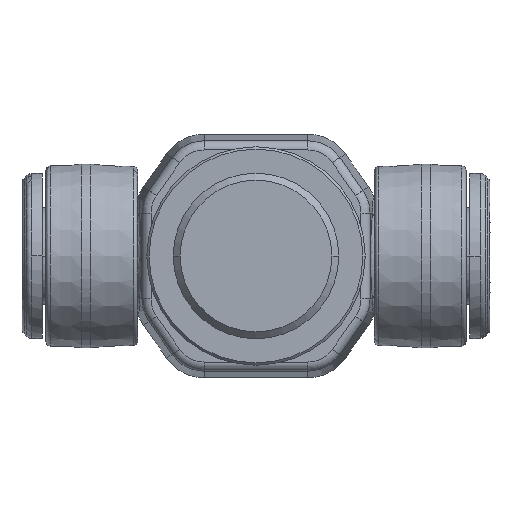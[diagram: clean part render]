
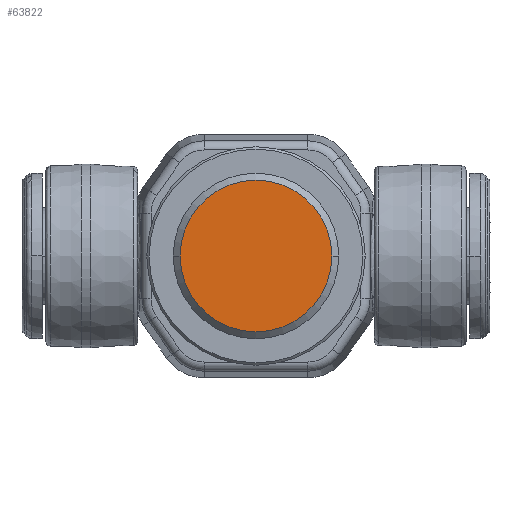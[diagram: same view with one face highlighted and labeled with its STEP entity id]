
A CAD part, front view. The second image highlights one B-rep face of the part: STEP entity #63822.
In plain terms, the highlighted planar face has unit normal (0, -1, 0).
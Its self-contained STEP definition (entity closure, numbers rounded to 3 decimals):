
#62434=CARTESIAN_POINT('',(0.,-100.,0.));
#62435=DIRECTION('',(0.,-1.,0.));
#62436=DIRECTION('',(-1.,0.,0.));
#62437=AXIS2_PLACEMENT_3D('',#62434,#62435,#62436);
#62439=CARTESIAN_POINT('',(0.,-100.,0.));
#62440=DIRECTION('',(0.,-1.,0.));
#62441=DIRECTION('',(1.,0.,0.));
#62442=AXIS2_PLACEMENT_3D('',#62439,#62440,#62441);
#63347=CARTESIAN_POINT('',(-33.,-100.,0.));
#63348=CARTESIAN_POINT('',(33.,-100.,0.));
#63349=VERTEX_POINT('',#63347);
#63350=VERTEX_POINT('',#63348);
#63812=CARTESIAN_POINT('',(0.,-100.,0.));
#63813=DIRECTION('',(0.,1.,0.));
#63814=DIRECTION('',(1.,0.,0.));
#63815=AXIS2_PLACEMENT_3D('',#63812,#63813,#63814);
#63816=PLANE('72',#63815);
#63817=ORIENTED_EDGE('156',*,*,#63802,.F.);
#63819=ORIENTED_EDGE('158',*,*,#63818,.F.);
#63820=EDGE_LOOP('72',(#63817,#63819));
#63821=FACE_OUTER_BOUND('72',#63820,.F.);
#62438=CIRCLE('156',#62437,33.);
#62443=CIRCLE('158',#62442,33.);
#63802=EDGE_CURVE('156',#63349,#63350,#62438,.T.);
#63818=EDGE_CURVE('158',#63350,#63349,#62443,.T.);
#63822=ADVANCED_FACE('72',(#63821),#63816,.F.);
